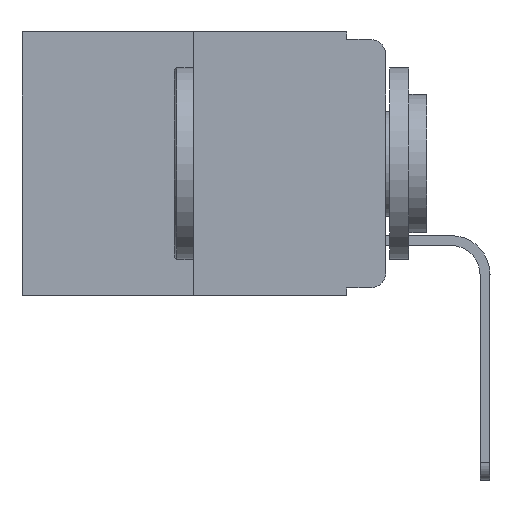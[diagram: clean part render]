
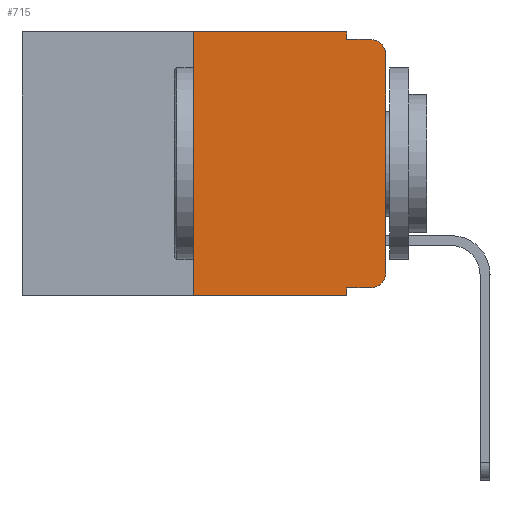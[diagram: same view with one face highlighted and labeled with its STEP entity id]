
A CAD part, left-side view. The second image highlights one B-rep face of the part: STEP entity #715.
In plain terms, the highlighted planar face has unit normal (-1, 0, 0).
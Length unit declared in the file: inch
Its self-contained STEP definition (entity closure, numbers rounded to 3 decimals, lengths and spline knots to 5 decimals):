
#76 = PLANE ( 'NONE',  #11703 ) ;
#188 = LINE ( 'NONE', #2431, #1992 ) ;
#390 = DIRECTION ( 'NONE',  ( 0., 0., -1. ) ) ;
#489 = VERTEX_POINT ( 'NONE', #6553 ) ;
#546 = DIRECTION ( 'NONE',  ( 0., 0., -1. ) ) ;
#583 = CARTESIAN_POINT ( 'NONE',  ( 0., 0.051, 0. ) ) ;
#636 = VERTEX_POINT ( 'NONE', #852 ) ;
#678 = CARTESIAN_POINT ( 'NONE',  ( 0., 0.051, -0.343 ) ) ;
#715 = ADVANCED_FACE ( 'NONE', ( #3654 ), #76, .F. ) ;
#852 = CARTESIAN_POINT ( 'NONE',  ( 0., 0.051, -0.01 ) ) ;
#884 = LINE ( 'NONE', #3795, #12207 ) ;
#1257 = DIRECTION ( 'NONE',  ( 0., 0., -1. ) ) ;
#1307 = DIRECTION ( 'NONE',  ( 0., 0., 1. ) ) ;
#1350 = ORIENTED_EDGE ( 'NONE', *, *, #5905, .F. ) ;
#1672 = CARTESIAN_POINT ( 'NONE',  ( 0., 0.473, 0. ) ) ;
#1673 = CARTESIAN_POINT ( 'NONE',  ( 0., 0.051, 0. ) ) ;
#1992 = VECTOR ( 'NONE', #1307, 39.37008 ) ;
#2240 = ORIENTED_EDGE ( 'NONE', *, *, #11047, .T. ) ;
#2431 = CARTESIAN_POINT ( 'NONE',  ( 0., 0., 0. ) ) ;
#2745 = CARTESIAN_POINT ( 'NONE',  ( 0., 0.473, -0.343 ) ) ;
#3654 = FACE_OUTER_BOUND ( 'NONE', #8274, .T. ) ;
#3795 = CARTESIAN_POINT ( 'NONE',  ( 0., 0.051, -0.333 ) ) ;
#3933 = DIRECTION ( 'NONE',  ( 0., 0., -1. ) ) ;
#4136 = CARTESIAN_POINT ( 'NONE',  ( 0., 0.02, -0.313 ) ) ;
#4178 = EDGE_CURVE ( 'NONE', #11236, #7751, #14727, .T. ) ;
#4680 = CARTESIAN_POINT ( 'NONE',  ( 0., 0.473, 0. ) ) ;
#4876 = LINE ( 'NONE', #1672, #5040 ) ;
#4969 = DIRECTION ( 'NONE',  ( 0., -1., 0. ) ) ;
#5040 = VECTOR ( 'NONE', #5250, 39.37008 ) ;
#5139 = DIRECTION ( 'NONE',  ( 0., -1., 0. ) ) ;
#5170 = CARTESIAN_POINT ( 'NONE',  ( 0., 0., -0.313 ) ) ;
#5250 = DIRECTION ( 'NONE',  ( 0., -1., 0. ) ) ;
#5281 = ORIENTED_EDGE ( 'NONE', *, *, #12582, .F. ) ;
#5509 = CARTESIAN_POINT ( 'NONE',  ( 0., 0.02, -0.03 ) ) ;
#5806 = DIRECTION ( 'NONE',  ( 0., 0., 1. ) ) ;
#5854 = EDGE_CURVE ( 'NONE', #12103, #7751, #13190, .T. ) ;
#5882 = VECTOR ( 'NONE', #5806, 39.37008 ) ;
#5905 = EDGE_CURVE ( 'NONE', #636, #14698, #10983, .T. ) ;
#6133 = VECTOR ( 'NONE', #8710, 39.37008 ) ;
#6253 = EDGE_CURVE ( 'NONE', #11236, #489, #10624, .T. ) ;
#6553 = CARTESIAN_POINT ( 'NONE',  ( 0., 0.25, 0. ) ) ;
#6568 = CARTESIAN_POINT ( 'NONE',  ( 0., 0., -0.03 ) ) ;
#6646 = VECTOR ( 'NONE', #3933, 39.37008 ) ;
#6722 = DIRECTION ( 'NONE',  ( -1., 0., 0. ) ) ;
#7215 = AXIS2_PLACEMENT_3D ( 'NONE', #5509, #6722, #8883 ) ;
#7751 = VERTEX_POINT ( 'NONE', #678 ) ;
#8151 = CARTESIAN_POINT ( 'NONE',  ( 0., 0.25, -0.343 ) ) ;
#8195 = CARTESIAN_POINT ( 'NONE',  ( 0., 0.25, 0. ) ) ;
#8274 = EDGE_LOOP ( 'NONE', ( #8477, #13072, #1350, #5281, #12129, #8951, #13555, #14488, #9382, #2240 ) ) ;
#8458 = VERTEX_POINT ( 'NONE', #6568 ) ;
#8477 = ORIENTED_EDGE ( 'NONE', *, *, #13692, .T. ) ;
#8710 = DIRECTION ( 'NONE',  ( 0., -1., 0. ) ) ;
#8883 = DIRECTION ( 'NONE',  ( 0., 0., -1. ) ) ;
#8951 = ORIENTED_EDGE ( 'NONE', *, *, #6253, .F. ) ;
#9230 = DIRECTION ( 'NONE',  ( 1., 0., 0. ) ) ;
#9382 = ORIENTED_EDGE ( 'NONE', *, *, #10160, .T. ) ;
#9763 = LINE ( 'NONE', #1673, #6646 ) ;
#9850 = CARTESIAN_POINT ( 'NONE',  ( 0., 0.051, 0. ) ) ;
#9916 = VERTEX_POINT ( 'NONE', #583 ) ;
#10160 = EDGE_CURVE ( 'NONE', #12103, #12131, #884, .T. ) ;
#10540 = AXIS2_PLACEMENT_3D ( 'NONE', #4136, #12195, #546 ) ;
#10624 = LINE ( 'NONE', #8195, #5882 ) ;
#10692 = CARTESIAN_POINT ( 'NONE',  ( 0., 0.02, -0.333 ) ) ;
#10801 = VECTOR ( 'NONE', #390, 39.37008 ) ;
#10983 = LINE ( 'NONE', #12034, #12828 ) ;
#11047 = EDGE_CURVE ( 'NONE', #12131, #13813, #15121, .T. ) ;
#11048 = EDGE_CURVE ( 'NONE', #489, #9916, #4876, .T. ) ;
#11114 = EDGE_CURVE ( 'NONE', #8458, #14698, #14210, .T. ) ;
#11236 = VERTEX_POINT ( 'NONE', #8151 ) ;
#11703 = AXIS2_PLACEMENT_3D ( 'NONE', #4680, #9230, #1257 ) ;
#12034 = CARTESIAN_POINT ( 'NONE',  ( 0., 0.051, -0.01 ) ) ;
#12103 = VERTEX_POINT ( 'NONE', #14273 ) ;
#12129 = ORIENTED_EDGE ( 'NONE', *, *, #11048, .F. ) ;
#12131 = VERTEX_POINT ( 'NONE', #10692 ) ;
#12195 = DIRECTION ( 'NONE',  ( -1., 0., 0. ) ) ;
#12207 = VECTOR ( 'NONE', #4969, 39.37008 ) ;
#12582 = EDGE_CURVE ( 'NONE', #9916, #636, #9763, .T. ) ;
#12763 = CARTESIAN_POINT ( 'NONE',  ( 0., 0.02, -0.01 ) ) ;
#12828 = VECTOR ( 'NONE', #5139, 39.37008 ) ;
#13072 = ORIENTED_EDGE ( 'NONE', *, *, #11114, .T. ) ;
#13190 = LINE ( 'NONE', #9850, #10801 ) ;
#13555 = ORIENTED_EDGE ( 'NONE', *, *, #4178, .T. ) ;
#13692 = EDGE_CURVE ( 'NONE', #13813, #8458, #188, .T. ) ;
#13813 = VERTEX_POINT ( 'NONE', #5170 ) ;
#14210 = CIRCLE ( 'NONE', #7215, 0.02 ) ;
#14273 = CARTESIAN_POINT ( 'NONE',  ( 0., 0.051, -0.333 ) ) ;
#14488 = ORIENTED_EDGE ( 'NONE', *, *, #5854, .F. ) ;
#14698 = VERTEX_POINT ( 'NONE', #12763 ) ;
#14727 = LINE ( 'NONE', #2745, #6133 ) ;
#15121 = CIRCLE ( 'NONE', #10540, 0.02 ) ;
